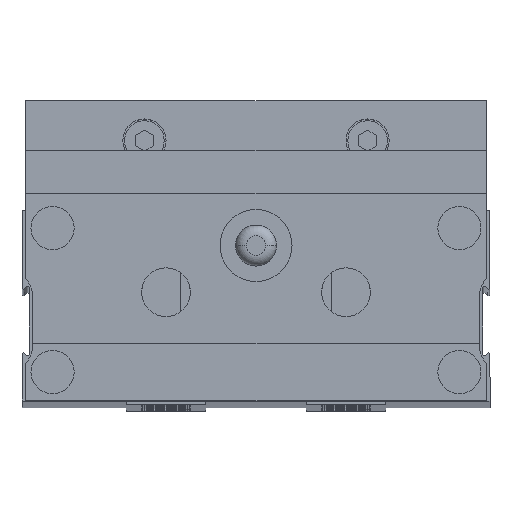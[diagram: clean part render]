
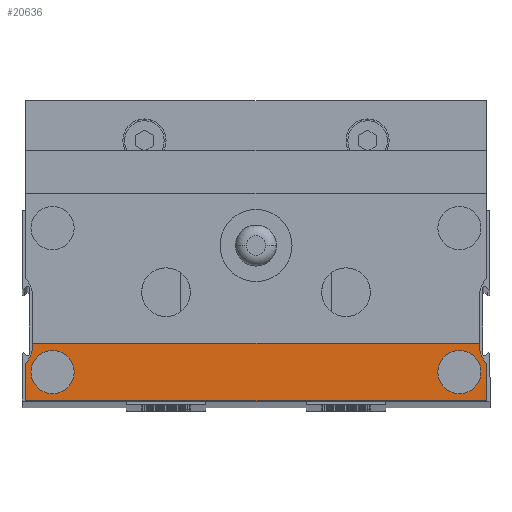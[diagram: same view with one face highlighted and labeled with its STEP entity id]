
A CAD part, top view. The second image highlights one B-rep face of the part: STEP entity #20636.
In plain terms, the highlighted planar face has unit normal (0, 0, 1).
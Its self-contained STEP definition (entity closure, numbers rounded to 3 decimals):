
#205 = VERTEX_POINT ( 'NONE', #16409 ) ;
#488 = EDGE_CURVE ( 'NONE', #13383, #2624, #11168, .T. ) ;
#657 = EDGE_CURVE ( 'NONE', #15681, #8013, #2715, .T. ) ;
#822 = CARTESIAN_POINT ( 'NONE',  ( 31., 8.5, 538. ) ) ;
#919 = LINE ( 'NONE', #7971, #6420 ) ;
#956 = CARTESIAN_POINT ( 'NONE',  ( -25.25, 4.5, 538. ) ) ;
#1654 = EDGE_CURVE ( 'NONE', #6335, #205, #919, .T. ) ;
#1905 = CARTESIAN_POINT ( 'NONE',  ( -31.25, 4.5, 538. ) ) ;
#2126 = VERTEX_POINT ( 'NONE', #1905 ) ;
#2218 = AXIS2_PLACEMENT_3D ( 'NONE', #21531, #21086, #28605 ) ;
#2283 = VECTOR ( 'NONE', #20508, 1000. ) ;
#2386 = FACE_BOUND ( 'NONE', #24452, .T. ) ;
#2624 = VERTEX_POINT ( 'NONE', #9825 ) ;
#2715 = LINE ( 'NONE', #9623, #29721 ) ;
#2860 = ORIENTED_EDGE ( 'NONE', *, *, #18820, .F. ) ;
#2921 = DIRECTION ( 'NONE',  ( 0., 0., 1. ) ) ;
#3062 = CARTESIAN_POINT ( 'NONE',  ( 28.25, 4.5, 538. ) ) ;
#3804 = ORIENTED_EDGE ( 'NONE', *, *, #27918, .F. ) ;
#4179 = CARTESIAN_POINT ( 'NONE',  ( 31., 8.346, 538. ) ) ;
#4594 = CARTESIAN_POINT ( 'NONE',  ( -35., 8.5, 538. ) ) ;
#4647 = CARTESIAN_POINT ( 'NONE',  ( 32., 0.5, 538. ) ) ;
#4933 = CARTESIAN_POINT ( 'NONE',  ( 28.25, 4.5, 538. ) ) ;
#5047 = LINE ( 'NONE', #4594, #25626 ) ;
#5161 = CARTESIAN_POINT ( 'NONE',  ( 31.25, 4.5, 538. ) ) ;
#5229 = DIRECTION ( 'NONE',  ( 0., 0., 1. ) ) ;
#6247 = AXIS2_PLACEMENT_3D ( 'NONE', #16859, #25910, #28068 ) ;
#6335 = VERTEX_POINT ( 'NONE', #20677 ) ;
#6420 = VECTOR ( 'NONE', #12412, 1000. ) ;
#6503 = AXIS2_PLACEMENT_3D ( 'NONE', #4933, #2921, #21928 ) ;
#6772 = DIRECTION ( 'NONE',  ( 1., 0., 0. ) ) ;
#6865 = CARTESIAN_POINT ( 'NONE',  ( -32., 5.7, 538. ) ) ;
#6966 = VERTEX_POINT ( 'NONE', #956 ) ;
#7309 = DIRECTION ( 'NONE',  ( 0., 1., 0. ) ) ;
#7486 = CARTESIAN_POINT ( 'NONE',  ( -35., 8.346, 538. ) ) ;
#7928 = VECTOR ( 'NONE', #19097, 1000. ) ;
#7971 = CARTESIAN_POINT ( 'NONE',  ( -31., 14.854, 538. ) ) ;
#8013 = VERTEX_POINT ( 'NONE', #20343 ) ;
#8137 = EDGE_CURVE ( 'NONE', #2624, #15681, #10049, .T. ) ;
#8438 = EDGE_CURVE ( 'NONE', #16374, #12956, #13334, .T. ) ;
#9623 = CARTESIAN_POINT ( 'NONE',  ( 32., 0.5, 538. ) ) ;
#9825 = CARTESIAN_POINT ( 'NONE',  ( -32., 0.5, 538. ) ) ;
#9942 = CIRCLE ( 'NONE', #12383, 3. ) ;
#10049 = LINE ( 'NONE', #12050, #7928 ) ;
#10570 = EDGE_CURVE ( 'NONE', #205, #13383, #10792, .T. ) ;
#10792 = CIRCLE ( 'NONE', #15219, 4. ) ;
#10883 = ORIENTED_EDGE ( 'NONE', *, *, #10570, .T. ) ;
#11168 = LINE ( 'NONE', #6865, #2283 ) ;
#11730 = FACE_BOUND ( 'NONE', #12545, .T. ) ;
#11963 = DIRECTION ( 'NONE',  ( 0., 0., 1. ) ) ;
#12050 = CARTESIAN_POINT ( 'NONE',  ( -32., 0.5, 538. ) ) ;
#12383 = AXIS2_PLACEMENT_3D ( 'NONE', #25637, #11963, #6772 ) ;
#12412 = DIRECTION ( 'NONE',  ( 0., -1., 0. ) ) ;
#12545 = EDGE_LOOP ( 'NONE', ( #19150, #20132 ) ) ;
#12956 = VERTEX_POINT ( 'NONE', #27836 ) ;
#12976 = AXIS2_PLACEMENT_3D ( 'NONE', #3062, #5229, #23621 ) ;
#13230 = CARTESIAN_POINT ( 'NONE',  ( 31., 8.346, 538. ) ) ;
#13334 = CIRCLE ( 'NONE', #6503, 3. ) ;
#13383 = VERTEX_POINT ( 'NONE', #14559 ) ;
#13487 = ORIENTED_EDGE ( 'NONE', *, *, #1654, .T. ) ;
#14075 = DIRECTION ( 'NONE',  ( 0., 0., -1. ) ) ;
#14089 = DIRECTION ( 'NONE',  ( 0., 0., -1. ) ) ;
#14444 = ORIENTED_EDGE ( 'NONE', *, *, #657, .T. ) ;
#14559 = CARTESIAN_POINT ( 'NONE',  ( -32., 5.7, 538. ) ) ;
#14605 = VECTOR ( 'NONE', #24439, 1000. ) ;
#14830 = EDGE_LOOP ( 'NONE', ( #2860, #13487, #10883, #24003, #26000, #14444, #23844, #24349 ) ) ;
#14922 = EDGE_CURVE ( 'NONE', #2126, #6966, #29281, .T. ) ;
#15091 = LINE ( 'NONE', #13230, #14605 ) ;
#15219 = AXIS2_PLACEMENT_3D ( 'NONE', #7486, #14089, #28209 ) ;
#15520 = EDGE_CURVE ( 'NONE', #24252, #19791, #15091, .T. ) ;
#15681 = VERTEX_POINT ( 'NONE', #4647 ) ;
#16374 = VERTEX_POINT ( 'NONE', #5161 ) ;
#16376 = CIRCLE ( 'NONE', #19303, 4. ) ;
#16409 = CARTESIAN_POINT ( 'NONE',  ( -31., 8.346, 538. ) ) ;
#16859 = CARTESIAN_POINT ( 'NONE',  ( -28.25, 4.5, 538. ) ) ;
#17211 = EDGE_CURVE ( 'NONE', #6966, #2126, #9942, .T. ) ;
#18820 = EDGE_CURVE ( 'NONE', #6335, #19791, #5047, .T. ) ;
#19097 = DIRECTION ( 'NONE',  ( 1., 0., 0. ) ) ;
#19150 = ORIENTED_EDGE ( 'NONE', *, *, #17211, .F. ) ;
#19303 = AXIS2_PLACEMENT_3D ( 'NONE', #20820, #14075, #21119 ) ;
#19791 = VERTEX_POINT ( 'NONE', #822 ) ;
#20132 = ORIENTED_EDGE ( 'NONE', *, *, #14922, .F. ) ;
#20343 = CARTESIAN_POINT ( 'NONE',  ( 32., 5.7, 538. ) ) ;
#20508 = DIRECTION ( 'NONE',  ( 0., -1., 0. ) ) ;
#20636 = ADVANCED_FACE ( 'NONE', ( #2386, #11730, #23247 ), #26153, .T. ) ;
#20677 = CARTESIAN_POINT ( 'NONE',  ( -31., 8.5, 538. ) ) ;
#20820 = CARTESIAN_POINT ( 'NONE',  ( 35., 8.346, 538. ) ) ;
#21086 = DIRECTION ( 'NONE',  ( 0., 0., 1. ) ) ;
#21119 = DIRECTION ( 'NONE',  ( 1., 0., 0. ) ) ;
#21531 = CARTESIAN_POINT ( 'NONE',  ( -35., 14.854, 538. ) ) ;
#21928 = DIRECTION ( 'NONE',  ( 1., 0., 0. ) ) ;
#23247 = FACE_OUTER_BOUND ( 'NONE', #14830, .T. ) ;
#23295 = DIRECTION ( 'NONE',  ( 1., 0., 0. ) ) ;
#23621 = DIRECTION ( 'NONE',  ( 1., 0., 0. ) ) ;
#23844 = ORIENTED_EDGE ( 'NONE', *, *, #27160, .T. ) ;
#24003 = ORIENTED_EDGE ( 'NONE', *, *, #488, .T. ) ;
#24252 = VERTEX_POINT ( 'NONE', #4179 ) ;
#24349 = ORIENTED_EDGE ( 'NONE', *, *, #15520, .T. ) ;
#24439 = DIRECTION ( 'NONE',  ( 0., 1., 0. ) ) ;
#24452 = EDGE_LOOP ( 'NONE', ( #26098, #3804 ) ) ;
#25626 = VECTOR ( 'NONE', #23295, 1000. ) ;
#25637 = CARTESIAN_POINT ( 'NONE',  ( -28.25, 4.5, 538. ) ) ;
#25910 = DIRECTION ( 'NONE',  ( 0., 0., 1. ) ) ;
#26000 = ORIENTED_EDGE ( 'NONE', *, *, #8137, .T. ) ;
#26098 = ORIENTED_EDGE ( 'NONE', *, *, #8438, .F. ) ;
#26153 = PLANE ( 'NONE',  #2218 ) ;
#27160 = EDGE_CURVE ( 'NONE', #8013, #24252, #16376, .T. ) ;
#27836 = CARTESIAN_POINT ( 'NONE',  ( 25.25, 4.5, 538. ) ) ;
#27918 = EDGE_CURVE ( 'NONE', #12956, #16374, #29146, .T. ) ;
#28068 = DIRECTION ( 'NONE',  ( 1., 0., 0. ) ) ;
#28209 = DIRECTION ( 'NONE',  ( 1., 0., 0. ) ) ;
#28605 = DIRECTION ( 'NONE',  ( 1., 0., 0. ) ) ;
#29146 = CIRCLE ( 'NONE', #12976, 3. ) ;
#29281 = CIRCLE ( 'NONE', #6247, 3. ) ;
#29721 = VECTOR ( 'NONE', #7309, 1000. ) ;
